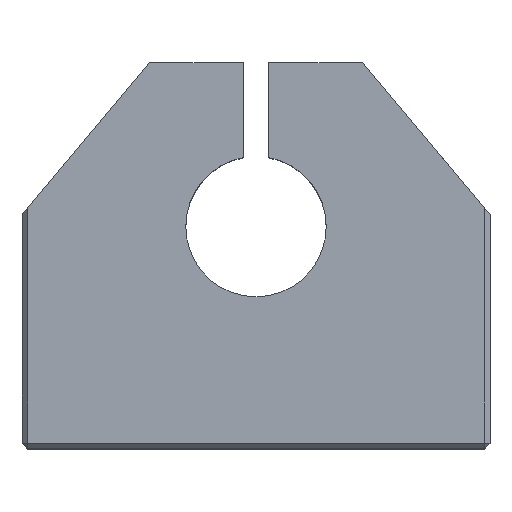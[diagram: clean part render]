
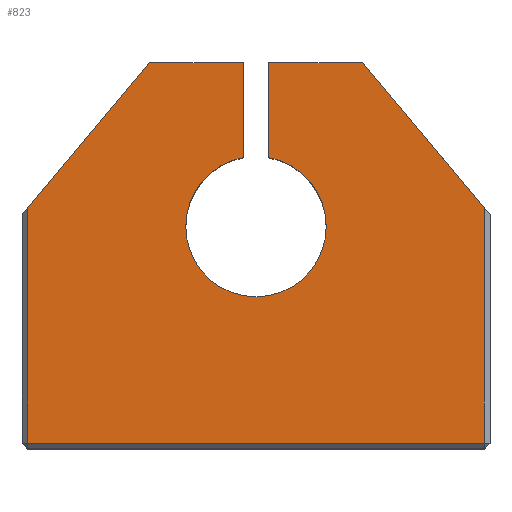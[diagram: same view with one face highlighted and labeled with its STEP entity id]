
A CAD part, top view. The second image highlights one B-rep face of the part: STEP entity #823.
In plain terms, the highlighted planar face has unit normal (0, 0, 1).
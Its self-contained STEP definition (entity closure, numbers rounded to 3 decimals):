
#51=CIRCLE('',#898,6.);
#93=FACE_OUTER_BOUND('',#143,.T.);
#143=EDGE_LOOP('',(#623,#624,#625,#626,#627,#628,#629,#630,#631,#632));
#212=LINE('',#1264,#295);
#216=LINE('',#1270,#299);
#225=LINE('',#1287,#308);
#230=LINE('',#1297,#313);
#231=LINE('',#1299,#314);
#232=LINE('',#1301,#315);
#233=LINE('',#1305,#316);
#234=LINE('',#1307,#317);
#235=LINE('',#1308,#318);
#295=VECTOR('',#1021,10.);
#299=VECTOR('',#1029,10.);
#308=VECTOR('',#1046,10.);
#313=VECTOR('',#1055,10.);
#314=VECTOR('',#1056,10.);
#315=VECTOR('',#1057,10.);
#316=VECTOR('',#1060,10.);
#317=VECTOR('',#1061,10.);
#318=VECTOR('',#1062,10.);
#365=VERTEX_POINT('',#1240);
#371=VERTEX_POINT('',#1254);
#373=VERTEX_POINT('',#1260);
#378=VERTEX_POINT('',#1285);
#381=VERTEX_POINT('',#1296);
#382=VERTEX_POINT('',#1298);
#383=VERTEX_POINT('',#1300);
#384=VERTEX_POINT('',#1302);
#385=VERTEX_POINT('',#1304);
#386=VERTEX_POINT('',#1306);
#456=EDGE_CURVE('',#371,#373,#212,.T.);
#460=EDGE_CURVE('',#365,#371,#216,.T.);
#469=EDGE_CURVE('',#378,#365,#225,.T.);
#474=EDGE_CURVE('',#381,#378,#230,.T.);
#475=EDGE_CURVE('',#382,#381,#231,.T.);
#476=EDGE_CURVE('',#383,#382,#232,.T.);
#477=EDGE_CURVE('',#384,#383,#51,.T.);
#478=EDGE_CURVE('',#385,#384,#233,.T.);
#479=EDGE_CURVE('',#386,#385,#234,.T.);
#480=EDGE_CURVE('',#373,#386,#235,.T.);
#623=ORIENTED_EDGE('',*,*,#456,.F.);
#624=ORIENTED_EDGE('',*,*,#460,.F.);
#625=ORIENTED_EDGE('',*,*,#469,.F.);
#626=ORIENTED_EDGE('',*,*,#474,.F.);
#627=ORIENTED_EDGE('',*,*,#475,.F.);
#628=ORIENTED_EDGE('',*,*,#476,.F.);
#629=ORIENTED_EDGE('',*,*,#477,.F.);
#630=ORIENTED_EDGE('',*,*,#478,.F.);
#631=ORIENTED_EDGE('',*,*,#479,.F.);
#632=ORIENTED_EDGE('',*,*,#480,.F.);
#784=PLANE('',#897);
#823=ADVANCED_FACE('',(#93),#784,.T.);
#897=AXIS2_PLACEMENT_3D('',#1295,#1053,#1054);
#898=AXIS2_PLACEMENT_3D('',#1303,#1058,#1059);
#1021=DIRECTION('',(0.,1.,0.));
#1029=DIRECTION('',(-1.,0.,0.));
#1046=DIRECTION('',(0.,-1.,0.));
#1053=DIRECTION('center_axis',(0.,0.,1.));
#1054=DIRECTION('ref_axis',(1.,0.,0.));
#1055=DIRECTION('',(0.643,-0.766,0.));
#1056=DIRECTION('',(1.,0.,0.));
#1057=DIRECTION('',(0.,1.,0.));
#1058=DIRECTION('center_axis',(0.,0.,1.));
#1059=DIRECTION('ref_axis',(0.179,-0.984,0.));
#1060=DIRECTION('',(0.,-1.,0.));
#1061=DIRECTION('',(1.,0.,0.));
#1062=DIRECTION('',(0.643,0.766,0.));
#1240=CARTESIAN_POINT('',(19.5,-16.,9.));
#1254=CARTESIAN_POINT('',(-19.5,-16.,9.));
#1260=CARTESIAN_POINT('',(-19.5,4.096,9.));
#1264=CARTESIAN_POINT('',(-19.5,-7.578,9.));
#1270=CARTESIAN_POINT('',(10.,-16.,9.));
#1285=CARTESIAN_POINT('',(19.5,4.096,9.));
#1287=CARTESIAN_POINT('',(19.5,8.922,9.));
#1295=CARTESIAN_POINT('Origin',(0.,1.343,
9.));
#1296=CARTESIAN_POINT('',(9.092,16.5,9.));
#1297=CARTESIAN_POINT('',(13.672,11.041,9.));
#1298=CARTESIAN_POINT('',(1.075,16.5,9.));
#1299=CARTESIAN_POINT('',(20.,16.5,9.));
#1300=CARTESIAN_POINT('',(1.075,8.403,9.));
#1301=CARTESIAN_POINT('',(1.075,16.5,9.));
#1302=CARTESIAN_POINT('',(-1.075,8.403,9.));
#1303=CARTESIAN_POINT('Origin',(0.,2.5,9.));
#1304=CARTESIAN_POINT('',(-1.075,16.5,9.));
#1305=CARTESIAN_POINT('',(-1.075,8.403,9.));
#1306=CARTESIAN_POINT('',(-9.092,16.5,9.));
#1307=CARTESIAN_POINT('',(-1.075,16.5,9.));
#1308=CARTESIAN_POINT('',(-13.672,11.041,9.));
